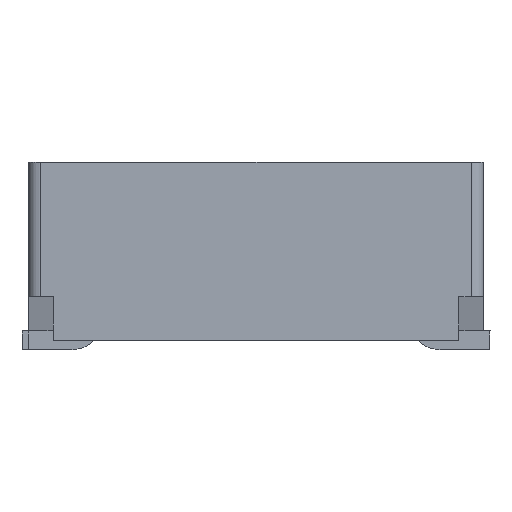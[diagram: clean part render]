
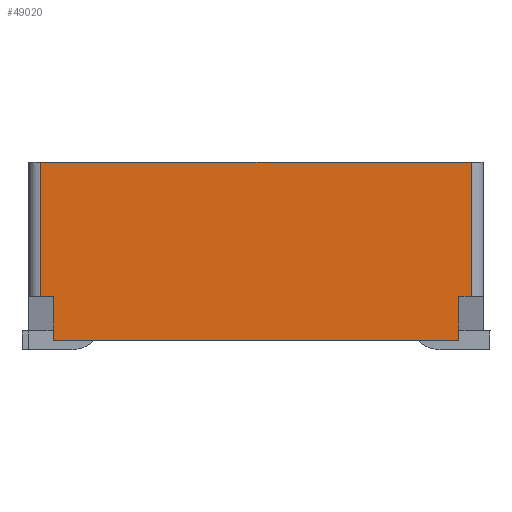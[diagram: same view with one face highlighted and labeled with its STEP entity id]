
A CAD part, front view. The second image highlights one B-rep face of the part: STEP entity #49020.
In plain terms, the highlighted face is planar.
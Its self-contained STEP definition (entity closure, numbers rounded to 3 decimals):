
#8710=CARTESIAN_POINT('',(-1.45,-0.045,
-1.01));
#8720=VERTEX_POINT('',#8710);
#8750=CARTESIAN_POINT('',(0.,-0.045,-1.01));
#8760=DIRECTION('',(-1.,0.,0.));
#8770=VECTOR('',#8760,1.);
#8780=LINE('',#8750,#8770);
#8790=CARTESIAN_POINT('',(-1.41,-0.045,
-1.01));
#8800=VERTEX_POINT('',#8790);
#8810=EDGE_CURVE('',#8800,#8720,#8780,.T.);
#10210=CARTESIAN_POINT('',(-1.45,-0.001,
-1.01));
#10220=DIRECTION('',(0.,-1.,0.));
#10230=VECTOR('',#10220,1.);
#10240=LINE('',#10210,#10230);
#10250=CARTESIAN_POINT('',(-1.45,-0.475,
-1.01));
#10260=VERTEX_POINT('',#10250);
#10270=EDGE_CURVE('',#8720,#10260,#10240,.T.);
#12950=CARTESIAN_POINT('',(-1.41,-0.045,
-1.01));
#12960=DIRECTION('',(0.,1.,0.));
#12970=VECTOR('',#12960,1.);
#12980=LINE('',#12950,#12970);
#12990=CARTESIAN_POINT('',(-1.41,0.095,
-1.01));
#13000=VERTEX_POINT('',#12990);
#13010=EDGE_CURVE('',#8800,#13000,#12980,.T.);
#45240=CARTESIAN_POINT('',(-0.11,0.095,
-1.01));
#45250=VERTEX_POINT('',#45240);
#45280=CARTESIAN_POINT('',(-0.11,-0.045,
-1.01));
#45290=DIRECTION('',(0.,1.,0.));
#45300=VECTOR('',#45290,1.);
#45310=LINE('',#45280,#45300);
#45320=CARTESIAN_POINT('',(-0.11,-0.045,
-1.01));
#45330=VERTEX_POINT('',#45320);
#45340=EDGE_CURVE('',#45330,#45250,#45310,.T.);
#48150=CARTESIAN_POINT('',(-0.77,-0.035,
-1.01));
#48160=DIRECTION('',(0.,0.,-1.));
#48170=DIRECTION('',(0.,1.,0.));
#48180=AXIS2_PLACEMENT_3D('',#48150,#48160,#48170);
#48190=PLANE('',#48180);
#48200=CARTESIAN_POINT('',(-0.07,0.026,
-1.01));
#48210=DIRECTION('',(0.,-1.,0.));
#48220=VECTOR('',#48210,1.);
#48230=LINE('',#48200,#48220);
#48240=CARTESIAN_POINT('',(-0.07,-0.045,
-1.01));
#48250=VERTEX_POINT('',#48240);
#48260=CARTESIAN_POINT('',(-0.07,-0.475,
-1.01));
#48270=VERTEX_POINT('',#48260);
#48280=EDGE_CURVE('',#48250,#48270,#48230,.T.);
#48290=ORIENTED_EDGE('',*,*,#48280,.T.);
#48300=CARTESIAN_POINT('',(-0.02,-0.045,-1.01))
;
#48310=DIRECTION('',(-1.,0.,0.));
#48320=VECTOR('',#48310,1.);
#48330=LINE('',#48300,#48320);
#48340=EDGE_CURVE('',#48250,#45330,#48330,.T.);
#48350=ORIENTED_EDGE('',*,*,#48340,.F.);
#48360=ORIENTED_EDGE('',*,*,#45340,.F.);
#48370=CARTESIAN_POINT('',(-0.72,0.095,
-1.01));
#48380=DIRECTION('',(1.,0.,0.));
#48390=VECTOR('',#48380,1.);
#48400=LINE('',#48370,#48390);
#48410=CARTESIAN_POINT('',(-0.397,0.095,
-1.01));
#48420=VERTEX_POINT('',#48410);
#48430=EDGE_CURVE('',#48420,#45250,#48400,.T.);
#48440=ORIENTED_EDGE('',*,*,#48430,.T.);
#48450=CARTESIAN_POINT('',(0.,0.095,-1.01));
#48460=DIRECTION('',(1.,0.,0.));
#48470=VECTOR('',#48460,1.);
#48480=LINE('',#48450,#48470);
#48490=CARTESIAN_POINT('',(-0.407,0.095,
-1.01));
#48500=VERTEX_POINT('',#48490);
#48510=EDGE_CURVE('',#48500,#48420,#48480,.T.);
#48520=ORIENTED_EDGE('',*,*,#48510,.T.);
#48530=CARTESIAN_POINT('',(-0.71,0.095,
-1.01));
#48540=DIRECTION('',(1.,0.,0.));
#48550=VECTOR('',#48540,1.);
#48560=LINE('',#48530,#48550);
#48570=CARTESIAN_POINT('',(-0.71,0.095,
-1.01));
#48580=VERTEX_POINT('',#48570);
#48590=EDGE_CURVE('',#48580,#48500,#48560,.T.);
#48600=ORIENTED_EDGE('',*,*,#48590,.T.);
#48610=CARTESIAN_POINT('',(-0.849,0.095,
-1.01));
#48620=DIRECTION('',(1.,0.,0.));
#48630=VECTOR('',#48620,1.);
#48640=LINE('',#48610,#48630);
#48650=CARTESIAN_POINT('',(-0.81,0.095,
-1.01));
#48660=VERTEX_POINT('',#48650);
#48670=EDGE_CURVE('',#48660,#48580,#48640,.T.);
#48680=ORIENTED_EDGE('',*,*,#48670,.T.);
#48690=CARTESIAN_POINT('',(-1.42,0.095,
-1.01));
#48700=DIRECTION('',(1.,0.,0.));
#48710=VECTOR('',#48700,1.);
#48720=LINE('',#48690,#48710);
#48730=CARTESIAN_POINT('',(-1.112,0.095,
-1.01));
#48740=VERTEX_POINT('',#48730);
#48750=EDGE_CURVE('',#48740,#48660,#48720,.T.);
#48760=ORIENTED_EDGE('',*,*,#48750,.T.);
#48770=CARTESIAN_POINT('',(0.,0.095,-1.01));
#48780=DIRECTION('',(1.,0.,0.));
#48790=VECTOR('',#48780,1.);
#48800=LINE('',#48770,#48790);
#48810=CARTESIAN_POINT('',(-1.122,0.095,
-1.01));
#48820=VERTEX_POINT('',#48810);
#48830=EDGE_CURVE('',#48820,#48740,#48800,.T.);
#48840=ORIENTED_EDGE('',*,*,#48830,.T.);
#48850=CARTESIAN_POINT('',(-1.41,0.095,
-1.01));
#48860=DIRECTION('',(1.,0.,0.));
#48870=VECTOR('',#48860,1.);
#48880=LINE('',#48850,#48870);
#48890=EDGE_CURVE('',#13000,#48820,#48880,.T.);
#48900=ORIENTED_EDGE('',*,*,#48890,.T.);
#48910=ORIENTED_EDGE('',*,*,#13010,.T.);
#48920=ORIENTED_EDGE('',*,*,#8810,.F.);
#48930=ORIENTED_EDGE('',*,*,#10270,.F.);
#48940=CARTESIAN_POINT('',(-1.425,-0.475,
-1.01));
#48950=DIRECTION('',(1.,0.,0.));
#48960=VECTOR('',#48950,1.);
#48970=LINE('',#48940,#48960);
#48980=EDGE_CURVE('',#10260,#48270,#48970,.T.);
#48990=ORIENTED_EDGE('',*,*,#48980,.F.);
#49000=EDGE_LOOP('',(#48990,#48930,#48920,#48910,#48900,#48840,#48760,
#48680,#48600,#48520,#48440,#48360,#48350,#48290));
#49010=FACE_OUTER_BOUND('',#49000,.T.);
#49020=ADVANCED_FACE('',(#49010),#48190,.T.);
